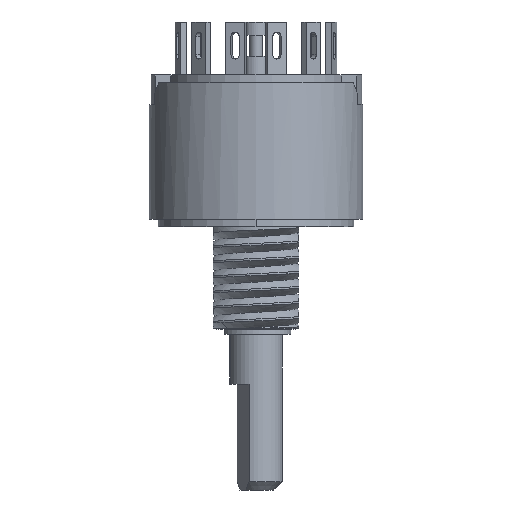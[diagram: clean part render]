
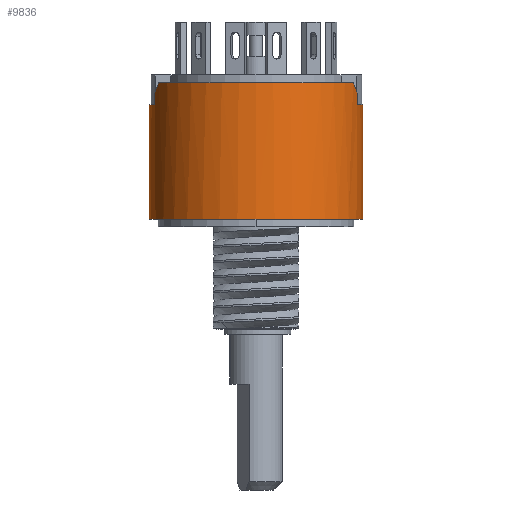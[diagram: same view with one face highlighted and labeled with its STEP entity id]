
A CAD part, front view. The second image highlights one B-rep face of the part: STEP entity #9836.
In plain terms, the highlighted cylindrical face has radius 6.403 mm (diameter 12.807 mm), a partial arc.
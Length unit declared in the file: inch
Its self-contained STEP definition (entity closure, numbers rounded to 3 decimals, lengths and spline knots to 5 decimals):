
#929=CARTESIAN_POINT('',(0.,-0.18,-0.053));
#930=DIRECTION('',(0.,0.,1.));
#931=DIRECTION('',(-1.,0.,0.));
#932=AXIS2_PLACEMENT_3D('',#929,#930,#931);
#1068=DIRECTION('',(0.,0.,1.));
#1069=VECTOR('',#1068,0.27);
#1070=CARTESIAN_POINT('',(0.2521,-0.18,-0.053));
#1071=LINE('',#1070,#1069);
#1144=CARTESIAN_POINT('',(0.,-0.18,0.217));
#1145=DIRECTION('',(0.,0.,-1.));
#1146=DIRECTION('',(1.,0.,0.));
#1147=AXIS2_PLACEMENT_3D('',#1144,#1145,#1146);
#1162=CARTESIAN_POINT('',(0.,-0.18,0.217));
#1163=DIRECTION('',(0.,0.,-1.));
#1164=DIRECTION('',(-0.948,-0.317,0.));
#1165=AXIS2_PLACEMENT_3D('',#1162,#1163,#1164);
#1235=DIRECTION('',(0.,0.,1.));
#1236=VECTOR('',#1235,0.027);
#1237=CARTESIAN_POINT('',(-0.23907,-0.26,0.217));
#1238=LINE('',#1237,#1236);
#1239=DIRECTION('',(0.,0.,-1.));
#1240=VECTOR('',#1239,0.027);
#1241=CARTESIAN_POINT('',(0.23907,-0.26,0.244));
#1242=LINE('',#1241,#1240);
#1243=DIRECTION('',(0.,0.,1.));
#1244=VECTOR('',#1243,0.27);
#1245=CARTESIAN_POINT('',(-0.2521,-0.18,-0.053));
#1246=LINE('',#1245,#1244);
#1277=CARTESIAN_POINT('',(0.23907,-0.26,0.244));
#1278=CARTESIAN_POINT('',(0.23625,-0.26843,
0.25243));
#1279=CARTESIAN_POINT('',(0.23297,-0.27676,
0.26076));
#1280=CARTESIAN_POINT('',(0.22919,-0.285,0.269));
#1287=CARTESIAN_POINT('',(0.,-0.18,0.269));
#1288=DIRECTION('',(0.,0.,-1.));
#1289=DIRECTION('',(0.909,-0.417,0.));
#1290=AXIS2_PLACEMENT_3D('',#1287,#1288,#1289);
#1296=CARTESIAN_POINT('',(-0.22919,-0.285,0.269));
#1297=CARTESIAN_POINT('',(-0.23297,-0.27676,
0.26076));
#1298=CARTESIAN_POINT('',(-0.23625,-0.26843,
0.25243));
#1299=CARTESIAN_POINT('',(-0.23907,-0.26,0.244));
#6580=CARTESIAN_POINT('',(0.2521,-0.18,-0.053));
#6581=CARTESIAN_POINT('',(-0.2521,-0.18,-0.053));
#6582=VERTEX_POINT('',#6580);
#6583=VERTEX_POINT('',#6581);
#6639=CARTESIAN_POINT('',(-0.2521,-0.18,0.217));
#6640=VERTEX_POINT('',#6639);
#6641=CARTESIAN_POINT('',(0.2521,-0.18,0.217));
#6642=VERTEX_POINT('',#6641);
#6656=CARTESIAN_POINT('',(0.23907,-0.26,0.217));
#6657=VERTEX_POINT('',#6656);
#6662=CARTESIAN_POINT('',(-0.23907,-0.26,0.217));
#6663=VERTEX_POINT('',#6662);
#6692=CARTESIAN_POINT('',(-0.23907,-0.26,0.244));
#6693=VERTEX_POINT('',#6692);
#6694=VERTEX_POINT('',#1296);
#6695=CARTESIAN_POINT('',(0.22919,-0.285,0.269));
#6696=VERTEX_POINT('',#6695);
#6697=VERTEX_POINT('',#1277);
#9814=CARTESIAN_POINT('',(0.,-0.18,-0.33895));
#9815=DIRECTION('',(0.,0.,1.));
#9816=DIRECTION('',(1.,0.,0.));
#9817=AXIS2_PLACEMENT_3D('',#9814,#9815,#9816);
#9818=CYLINDRICAL_SURFACE('',#9817,0.2521);
#9819=ORIENTED_EDGE('',*,*,#9764,.F.);
#9821=ORIENTED_EDGE('',*,*,#9820,.T.);
#9823=ORIENTED_EDGE('',*,*,#9822,.F.);
#9825=ORIENTED_EDGE('',*,*,#9824,.F.);
#9827=ORIENTED_EDGE('',*,*,#9826,.F.);
#9829=ORIENTED_EDGE('',*,*,#9828,.T.);
#9830=ORIENTED_EDGE('',*,*,#9756,.F.);
#9831=ORIENTED_EDGE('',*,*,#9604,.F.);
#9832=ORIENTED_EDGE('',*,*,#9493,.F.);
#9833=ORIENTED_EDGE('',*,*,#9601,.T.);
#9834=EDGE_LOOP('',(#9819,#9821,#9823,#9825,#9827,#9829,#9830,#9831,#9832,
#9833));
#9835=FACE_OUTER_BOUND('',#9834,.F.);
#9836=ADVANCED_FACE('',(#9835),#9818,.T.);
#933=CIRCLE('',#932,0.2521);
#1148=CIRCLE('',#1147,0.2521);
#1166=CIRCLE('',#1165,0.2521);
#1281=B_SPLINE_CURVE_WITH_KNOTS('',3,(#1277,#1278,#1279,#1280),.UNSPECIFIED.,
.F.,.F.,(4,4),(0.,1.),.UNSPECIFIED.);
#1291=CIRCLE('',#1290,0.2521);
#1300=B_SPLINE_CURVE_WITH_KNOTS('',3,(#1296,#1297,#1298,#1299),.UNSPECIFIED.,
.F.,.F.,(4,4),(0.,1.),.UNSPECIFIED.);
#9493=EDGE_CURVE('',#6583,#6582,#933,.T.);
#9601=EDGE_CURVE('',#6583,#6640,#1246,.T.);
#9604=EDGE_CURVE('',#6582,#6642,#1071,.T.);
#9756=EDGE_CURVE('',#6642,#6657,#1148,.T.);
#9764=EDGE_CURVE('',#6663,#6640,#1166,.T.);
#9820=EDGE_CURVE('',#6663,#6693,#1238,.T.);
#9822=EDGE_CURVE('',#6694,#6693,#1300,.T.);
#9824=EDGE_CURVE('',#6696,#6694,#1291,.T.);
#9826=EDGE_CURVE('',#6697,#6696,#1281,.T.);
#9828=EDGE_CURVE('',#6697,#6657,#1242,.T.);
